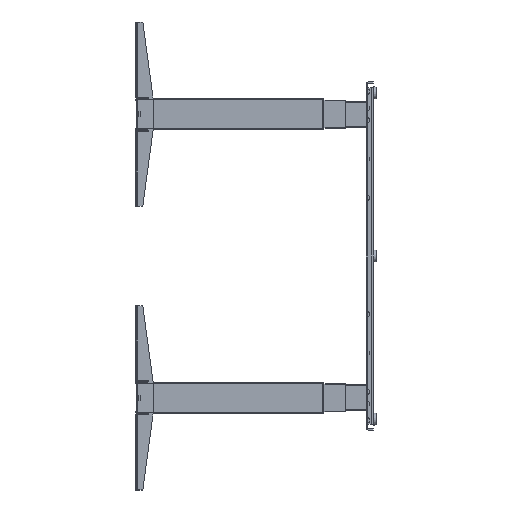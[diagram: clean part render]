
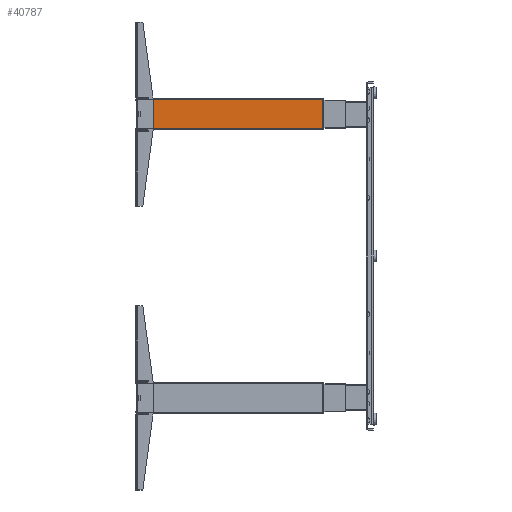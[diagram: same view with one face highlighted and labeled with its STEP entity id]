
A CAD part, left-side view. The second image highlights one B-rep face of the part: STEP entity #40787.
In plain terms, the highlighted planar face has unit normal (-1, 0, 0).
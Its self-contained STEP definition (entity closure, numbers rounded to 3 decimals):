
#609 = CARTESIAN_POINT ( 'NONE',  ( -597., 694.8, 422. ) ) ;
#2550 = DIRECTION ( 'NONE',  ( 0., 0., 1. ) ) ;
#2982 = CARTESIAN_POINT ( 'NONE',  ( -597., 155.8, 372.5 ) ) ;
#3239 = CARTESIAN_POINT ( 'NONE',  ( -597., 690.8, 421.5 ) ) ;
#4052 = CARTESIAN_POINT ( 'NONE',  ( -597., 690.8, 408. ) ) ;
#4812 = VERTEX_POINT ( 'NONE', #62812 ) ;
#5038 = CARTESIAN_POINT ( 'NONE',  ( -597., 695.3, 408.5 ) ) ;
#8231 = EDGE_CURVE ( 'NONE', #69089, #87804, #92445, .T. ) ;
#8590 = EDGE_CURVE ( 'NONE', #25052, #110323, #62574, .T. ) ;
#11221 = ORIENTED_EDGE ( 'NONE', *, *, #61592, .F. ) ;
#12742 = DIRECTION ( 'NONE',  ( 0., 0., 1. ) ) ;
#13008 = EDGE_LOOP ( 'NONE', ( #15256, #13530, #86848, #50397 ) ) ;
#13095 = DIRECTION ( 'NONE',  ( 0., 0., 1. ) ) ;
#13373 = CARTESIAN_POINT ( 'NONE',  ( -597., 155.8, 457.5 ) ) ;
#13530 = ORIENTED_EDGE ( 'NONE', *, *, #25162, .F. ) ;
#13762 = LINE ( 'NONE', #102571, #59897 ) ;
#15256 = ORIENTED_EDGE ( 'NONE', *, *, #30532, .T. ) ;
#15870 = CARTESIAN_POINT ( 'NONE',  ( -597., 695.3, 408.5 ) ) ;
#18067 = VECTOR ( 'NONE', #29457, 1000. ) ;
#18370 = DIRECTION ( 'NONE',  ( -1., 0., 0. ) ) ;
#19320 = CARTESIAN_POINT ( 'NONE',  ( -597., 690.8, 422. ) ) ;
#23087 = ORIENTED_EDGE ( 'NONE', *, *, #80757, .F. ) ;
#23458 = DIRECTION ( 'NONE',  ( 0., 0., 1. ) ) ;
#24652 = DIRECTION ( 'NONE',  ( 0., 0., -1. ) ) ;
#25052 = VERTEX_POINT ( 'NONE', #33340 ) ;
#25149 = CARTESIAN_POINT ( 'NONE',  ( -597., 694.8, 408. ) ) ;
#25162 = EDGE_CURVE ( 'NONE', #123393, #4812, #13762, .T. ) ;
#25868 = VERTEX_POINT ( 'NONE', #19320 ) ;
#28180 = VECTOR ( 'NONE', #121626, 1000. ) ;
#28472 = AXIS2_PLACEMENT_3D ( 'NONE', #100378, #92498, #121271 ) ;
#29457 = DIRECTION ( 'NONE',  ( 0., 1., 0. ) ) ;
#30532 = EDGE_CURVE ( 'NONE', #69089, #4812, #118945, .T. ) ;
#31489 = AXIS2_PLACEMENT_3D ( 'NONE', #3239, #52896, #23458 ) ;
#31605 = EDGE_CURVE ( 'NONE', #110323, #49779, #94603, .T. ) ;
#32277 = DIRECTION ( 'NONE',  ( -1., 0., 0. ) ) ;
#33340 = CARTESIAN_POINT ( 'NONE',  ( -597., 695.3, 421.5 ) ) ;
#34860 = EDGE_LOOP ( 'NONE', ( #11221, #60172, #23087, #114881, #127864, #68831, #87409, #66638 ) ) ;
#38314 = AXIS2_PLACEMENT_3D ( 'NONE', #121432, #71797, #2550 ) ;
#39845 = LINE ( 'NONE', #609, #84448 ) ;
#39896 = CARTESIAN_POINT ( 'NONE',  ( -597., 155.8, 457.5 ) ) ;
#40787 = ADVANCED_FACE ( 'NONE', ( #90589, #110215 ), #60578, .F. ) ;
#49779 = VERTEX_POINT ( 'NONE', #25149 ) ;
#50397 = ORIENTED_EDGE ( 'NONE', *, *, #8231, .F. ) ;
#51308 = EDGE_CURVE ( 'NONE', #87804, #123393, #128912, .T. ) ;
#52101 = EDGE_CURVE ( 'NONE', #63611, #25868, #52406, .T. ) ;
#52406 = CIRCLE ( 'NONE', #31489, 0.5 ) ;
#52896 = DIRECTION ( 'NONE',  ( -1., 0., 0. ) ) ;
#57608 = CARTESIAN_POINT ( 'NONE',  ( -597., 694.8, 421.5 ) ) ;
#58417 = DIRECTION ( 'NONE',  ( 0., 1., 0. ) ) ;
#58859 = DIRECTION ( 'NONE',  ( 0., 0., 1. ) ) ;
#58903 = AXIS2_PLACEMENT_3D ( 'NONE', #121755, #32277, #72130 ) ;
#59897 = VECTOR ( 'NONE', #13095, 1000. ) ;
#60172 = ORIENTED_EDGE ( 'NONE', *, *, #52101, .F. ) ;
#60578 = PLANE ( 'NONE',  #28472 ) ;
#61592 = EDGE_CURVE ( 'NONE', #25868, #92727, #39845, .T. ) ;
#62230 = CARTESIAN_POINT ( 'NONE',  ( -597., 690.8, 408. ) ) ;
#62574 = LINE ( 'NONE', #5038, #122048 ) ;
#62812 = CARTESIAN_POINT ( 'NONE',  ( -597., 700.8, 457.5 ) ) ;
#63324 = VERTEX_POINT ( 'NONE', #64292 ) ;
#63611 = VERTEX_POINT ( 'NONE', #71343 ) ;
#64292 = CARTESIAN_POINT ( 'NONE',  ( -597., 690.3, 408.5 ) ) ;
#66638 = ORIENTED_EDGE ( 'NONE', *, *, #67219, .F. ) ;
#67219 = EDGE_CURVE ( 'NONE', #92727, #25052, #110847, .T. ) ;
#68831 = ORIENTED_EDGE ( 'NONE', *, *, #31605, .F. ) ;
#69089 = VERTEX_POINT ( 'NONE', #13373 ) ;
#71343 = CARTESIAN_POINT ( 'NONE',  ( -597., 690.3, 421.5 ) ) ;
#71797 = DIRECTION ( 'NONE',  ( -1., 0., 0. ) ) ;
#72130 = DIRECTION ( 'NONE',  ( 0., 0., 1. ) ) ;
#77673 = CIRCLE ( 'NONE', #58903, 0.5 ) ;
#79067 = VECTOR ( 'NONE', #12742, 1000. ) ;
#80757 = EDGE_CURVE ( 'NONE', #63324, #63611, #102211, .T. ) ;
#81258 = VERTEX_POINT ( 'NONE', #4052 ) ;
#84371 = VECTOR ( 'NONE', #112705, 1000. ) ;
#84448 = VECTOR ( 'NONE', #120809, 1000. ) ;
#84465 = CARTESIAN_POINT ( 'NONE',  ( -597., 694.8, 422. ) ) ;
#86848 = ORIENTED_EDGE ( 'NONE', *, *, #51308, .F. ) ;
#87138 = CARTESIAN_POINT ( 'NONE',  ( -597., 155.8, 372.5 ) ) ;
#87409 = ORIENTED_EDGE ( 'NONE', *, *, #8590, .F. ) ;
#87804 = VERTEX_POINT ( 'NONE', #88225 ) ;
#88225 = CARTESIAN_POINT ( 'NONE',  ( -597., 155.8, 372.5 ) ) ;
#90589 = FACE_BOUND ( 'NONE', #34860, .T. ) ;
#92099 = AXIS2_PLACEMENT_3D ( 'NONE', #57608, #18370, #58859 ) ;
#92445 = LINE ( 'NONE', #2982, #84371 ) ;
#92498 = DIRECTION ( 'NONE',  ( 1., 0., 0. ) ) ;
#92727 = VERTEX_POINT ( 'NONE', #84465 ) ;
#94603 = CIRCLE ( 'NONE', #38314, 0.5 ) ;
#100378 = CARTESIAN_POINT ( 'NONE',  ( -597., 155.8, 372.5 ) ) ;
#100743 = LINE ( 'NONE', #62230, #28180 ) ;
#102211 = LINE ( 'NONE', #102854, #79067 ) ;
#102571 = CARTESIAN_POINT ( 'NONE',  ( -597., 700.8, 372.5 ) ) ;
#102854 = CARTESIAN_POINT ( 'NONE',  ( -597., 690.3, 421.5 ) ) ;
#110215 = FACE_OUTER_BOUND ( 'NONE', #13008, .T. ) ;
#110323 = VERTEX_POINT ( 'NONE', #15870 ) ;
#110847 = CIRCLE ( 'NONE', #92099, 0.5 ) ;
#112705 = DIRECTION ( 'NONE',  ( 0., 0., -1. ) ) ;
#114881 = ORIENTED_EDGE ( 'NONE', *, *, #120755, .F. ) ;
#118945 = LINE ( 'NONE', #39896, #18067 ) ;
#120755 = EDGE_CURVE ( 'NONE', #81258, #63324, #77673, .T. ) ;
#120809 = DIRECTION ( 'NONE',  ( 0., 1., 0. ) ) ;
#121271 = DIRECTION ( 'NONE',  ( 0., 0., -1. ) ) ;
#121432 = CARTESIAN_POINT ( 'NONE',  ( -597., 694.8, 408.5 ) ) ;
#121626 = DIRECTION ( 'NONE',  ( 0., -1., 0. ) ) ;
#121755 = CARTESIAN_POINT ( 'NONE',  ( -597., 690.8, 408.5 ) ) ;
#122048 = VECTOR ( 'NONE', #24652, 1000. ) ;
#123393 = VERTEX_POINT ( 'NONE', #124390 ) ;
#123631 = EDGE_CURVE ( 'NONE', #49779, #81258, #100743, .T. ) ;
#124390 = CARTESIAN_POINT ( 'NONE',  ( -597., 700.8, 372.5 ) ) ;
#125511 = VECTOR ( 'NONE', #58417, 1000. ) ;
#127864 = ORIENTED_EDGE ( 'NONE', *, *, #123631, .F. ) ;
#128912 = LINE ( 'NONE', #87138, #125511 ) ;
